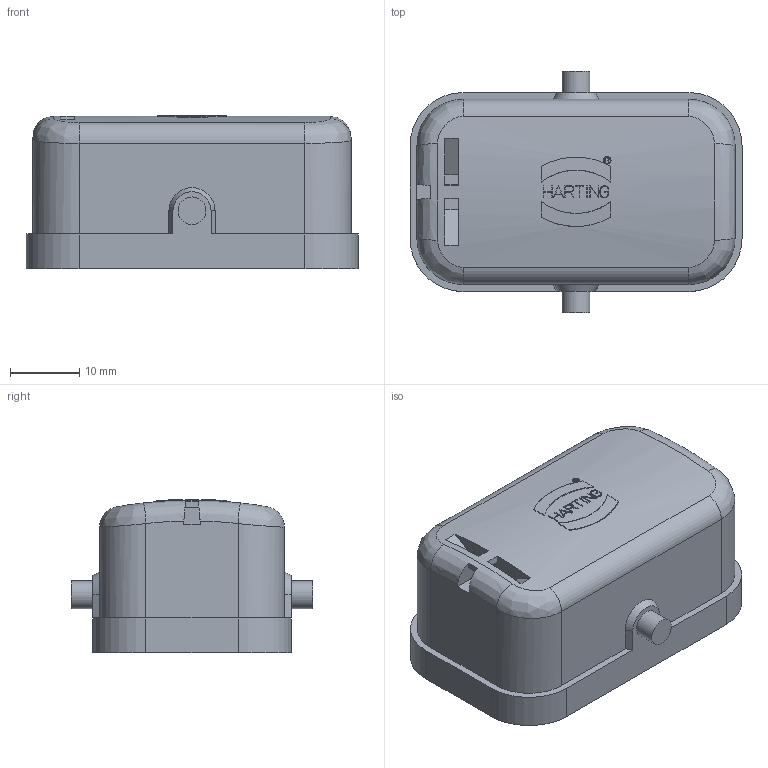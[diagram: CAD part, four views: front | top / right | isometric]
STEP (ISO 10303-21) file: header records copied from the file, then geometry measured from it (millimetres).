
FILE_DESCRIPTION(/* description */ (''),/* implementation_level */ '2;1');
FILE_NAME(/* name */ '100095126ugm000_b.stp',/* time_stamp */ '2018-04-17T09:17:13+02:00',/* author */ (''),/* organization */ (''),/* preprocessor_version */ 'ST-DEVELOPER v16',/* originating_system */ 'SIEMENS PLM Software NX 10.0',/* authorisation */ '');
FILE_SCHEMA (('AUTOMOTIVE_DESIGN { 1 0 10303 214 3 1 1 1 }'));
Length unit declared in the file: millimetre
Products named in the file (1): 100095126ugm000_b
Bounding box: 47.9 x 34.9 x 22.12 mm (x, y, z)
Volume: 6988.8 mm3; surface area: 7879.7 mm2
Topology: 1 solids, 1 shells, 199 faces, 522 edges, 344 vertices
Faces by surface type: plane 121, cylinder 58, bspline 18, cone 2
Full cylindrical faces by diameter (mm): 0.95 x1, 1.05 x1, 4 x2
Entity records: 8079 total; most frequent: CARTESIAN_POINT 2511, ORIENTED_EDGE 1032, DIRECTION 950, EDGE_CURVE 516, VERTEX_POINT 340, AXIS2_PLACEMENT_3D 334, LINE 282, VECTOR 282
